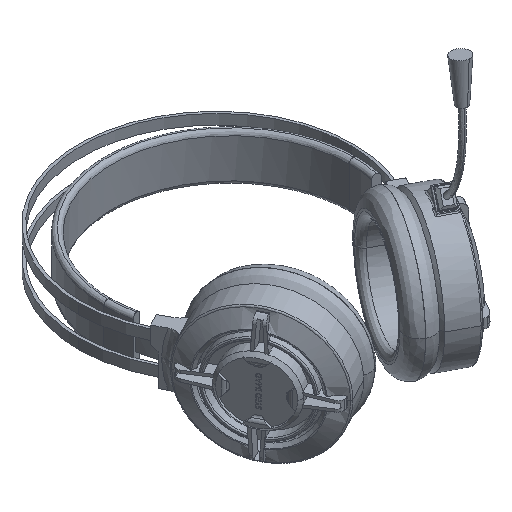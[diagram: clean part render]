
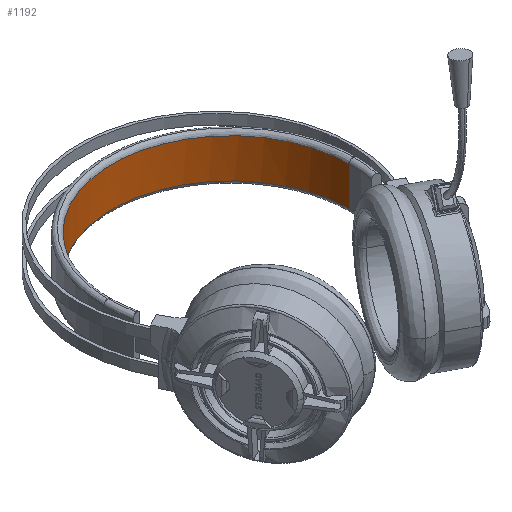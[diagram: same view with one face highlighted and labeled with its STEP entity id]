
A CAD part, isometric view. The second image highlights one B-rep face of the part: STEP entity #1192.
In plain terms, the highlighted free-form (B-spline) face has degree [2, 1] with [5, 2] control points.
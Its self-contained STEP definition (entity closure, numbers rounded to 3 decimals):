
#689 = VERTEX_POINT('',#690);
#690 = CARTESIAN_POINT('',(-94.589,40.097,
    15.584));
#696 = EDGE_CURVE('',#697,#689,#699,.T.);
#697 = VERTEX_POINT('',#698);
#698 = CARTESIAN_POINT('',(94.589,40.097,
    15.584));
#699 = ( BOUNDED_CURVE() B_SPLINE_CURVE(2,(#700,#701,#702,#703,#704),
.UNSPECIFIED.,.F.,.F.) B_SPLINE_CURVE_WITH_KNOTS((3,2,3),(0.,
1.571,3.142),.PIECEWISE_BEZIER_KNOTS.) CURVE() 
GEOMETRIC_REPRESENTATION_ITEM() RATIONAL_B_SPLINE_CURVE((1.,
0.707,1.,0.707,1.)) REPRESENTATION_ITEM('') );
#700 = CARTESIAN_POINT('',(94.589,40.097,
    15.584));
#701 = CARTESIAN_POINT('',(94.589,134.687,
    15.584));
#702 = CARTESIAN_POINT('',(0.,134.687,
    15.584));
#703 = CARTESIAN_POINT('',(-94.589,134.687,
    15.584));
#704 = CARTESIAN_POINT('',(-94.589,40.097,
    15.584));
#931 = EDGE_CURVE('',#932,#934,#936,.T.);
#932 = VERTEX_POINT('',#933);
#933 = CARTESIAN_POINT('',(-94.589,40.097,
    -15.584));
#934 = VERTEX_POINT('',#935);
#935 = CARTESIAN_POINT('',(94.589,40.097,
    -15.584));
#936 = ( BOUNDED_CURVE() B_SPLINE_CURVE(2,(#937,#938,#939,#940,#941),
.UNSPECIFIED.,.F.,.F.) B_SPLINE_CURVE_WITH_KNOTS((3,2,3),(3.142,
4.712,6.283),.PIECEWISE_BEZIER_KNOTS.) CURVE() 
GEOMETRIC_REPRESENTATION_ITEM() RATIONAL_B_SPLINE_CURVE((1.,
0.707,1.,0.707,1.)) REPRESENTATION_ITEM('') );
#937 = CARTESIAN_POINT('',(-94.589,40.097,
    -15.584));
#938 = CARTESIAN_POINT('',(-94.589,134.687,
    -15.584));
#939 = CARTESIAN_POINT('',(0.,134.687,
    -15.584));
#940 = CARTESIAN_POINT('',(94.589,134.687,
    -15.584));
#941 = CARTESIAN_POINT('',(94.589,40.097,
    -15.584));
#1175 = EDGE_CURVE('',#932,#689,#1176,.T.);
#1176 = B_SPLINE_CURVE_WITH_KNOTS('',1,(#1177,#1178),.UNSPECIFIED.,.F.,
  .F.,(2,2),(3.,32.),.PIECEWISE_BEZIER_KNOTS.);
#1177 = CARTESIAN_POINT('',(-94.589,40.097,
    -15.584));
#1178 = CARTESIAN_POINT('',(-94.589,40.097,
    15.584));
#1192 = ADVANCED_FACE('',(#1193),#1203,.F.);
#1193 = FACE_BOUND('',#1194,.F.);
#1194 = EDGE_LOOP('',(#1195,#1196,#1201,#1202));
#1195 = ORIENTED_EDGE('',*,*,#696,.F.);
#1196 = ORIENTED_EDGE('',*,*,#1197,.F.);
#1197 = EDGE_CURVE('',#934,#697,#1198,.T.);
#1198 = B_SPLINE_CURVE_WITH_KNOTS('',1,(#1199,#1200),.UNSPECIFIED.,.F.,
  .F.,(2,2),(3.,32.),.PIECEWISE_BEZIER_KNOTS.);
#1199 = CARTESIAN_POINT('',(94.589,40.097,
    -15.584));
#1200 = CARTESIAN_POINT('',(94.589,40.097,
    15.584));
#1201 = ORIENTED_EDGE('',*,*,#931,.F.);
#1202 = ORIENTED_EDGE('',*,*,#1175,.T.);
#1203 = ( BOUNDED_SURFACE() B_SPLINE_SURFACE(2,1,(
    (#1204,#1205)
    ,(#1206,#1207)
    ,(#1208,#1209)
    ,(#1210,#1211)
    ,(#1212,#1213
)),.UNSPECIFIED.,.F.,.F.,.F.) B_SPLINE_SURFACE_WITH_KNOTS((3,2,3),(2,2),
  (0.,1.571,3.142),(3.,32.),.PIECEWISE_BEZIER_KNOTS.) 
GEOMETRIC_REPRESENTATION_ITEM() RATIONAL_B_SPLINE_SURFACE((
    (1.,1.)
    ,(0.707,0.707)
    ,(1.,1.)
    ,(0.707,0.707)
,(1.,1.))) REPRESENTATION_ITEM('') SURFACE() );
#1204 = CARTESIAN_POINT('',(94.589,40.097,
    -15.584));
#1205 = CARTESIAN_POINT('',(94.589,40.097,
    15.584));
#1206 = CARTESIAN_POINT('',(94.589,134.687,
    -15.584));
#1207 = CARTESIAN_POINT('',(94.589,134.687,
    15.584));
#1208 = CARTESIAN_POINT('',(0.,134.687,
    -15.584));
#1209 = CARTESIAN_POINT('',(0.,134.687,
    15.584));
#1210 = CARTESIAN_POINT('',(-94.589,134.687,
    -15.584));
#1211 = CARTESIAN_POINT('',(-94.589,134.687,
    15.584));
#1212 = CARTESIAN_POINT('',(-94.589,40.097,
    -15.584));
#1213 = CARTESIAN_POINT('',(-94.589,40.097,
    15.584));
